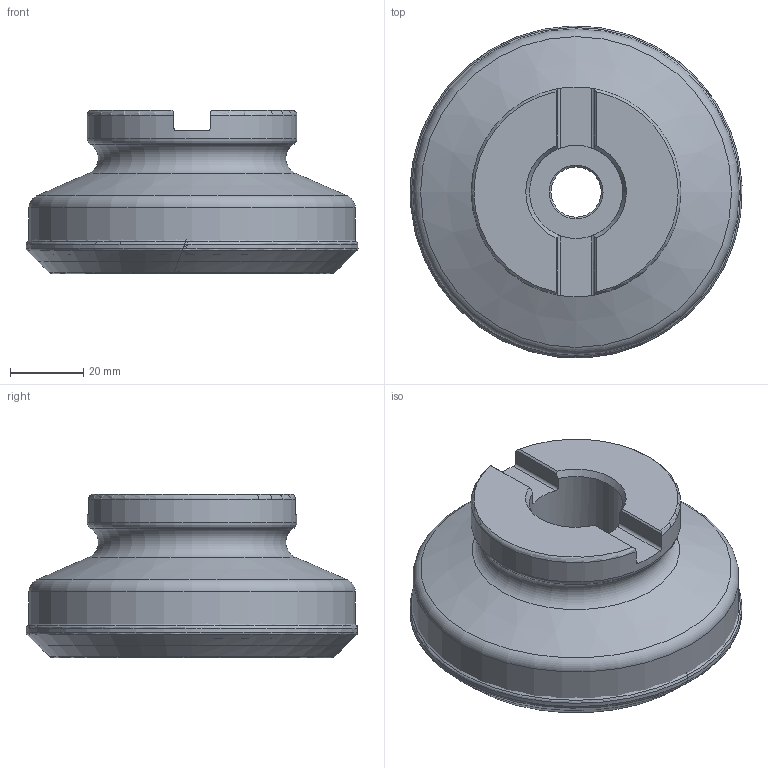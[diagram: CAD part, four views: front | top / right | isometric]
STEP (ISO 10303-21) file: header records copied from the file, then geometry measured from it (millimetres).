
FILE_DESCRIPTION(/* description */ (''),/* implementation_level */ '2;1');
FILE_NAME(/* name */ 'E-CATALOG-F45-SEKT12-D300Z7S100I.stp',/* time_stamp */ '2023-04-19T16:09:10+09:00',/* author */ (''),/* organization */ (''),/* preprocessor_version */ 'ST-DEVELOPER v16',/* originating_system */ 'SIEMENS PLM Software NX 10.0',/* authorisation */ '');
FILE_SCHEMA (('AP203_CONFIGURATION_CONTROLLED_3D_DESIGN_OF_MECHANICAL_PARTS_AND_ASSEMBLIES_MIM_LF { 1 0 10303 403 2 1 2}'));
Length unit declared in the file: millimetre
Products named in the file (1): 102210802FC0cov0
Bounding box: 90.45 x 90.41 x 44.45 mm (x, y, z)
Volume: 153999.9 mm3; surface area: 34448.4 mm2
Topology: 2 solids, 3 shells, 90 faces, 265 edges, 201 vertices
Faces by surface type: plane 29, revolution 21, cylinder 19, torus 13, cone 6, bspline 2
Full cylindrical faces by diameter (mm): 5.5 x1, 13.691 x1, 21.006 x1, 25.4 x1, 26.4 x1, 57.15 x1, 88.913 x1
Entity records: 4790 total; most frequent: CARTESIAN_POINT 2770, DIRECTION 367, ORIENTED_EDGE 344, EDGE_CURVE 172, EDGE_LOOP 140, AXIS2_PLACEMENT_3D 139, VERTEX_POINT 132, FACE_BOUND 100
